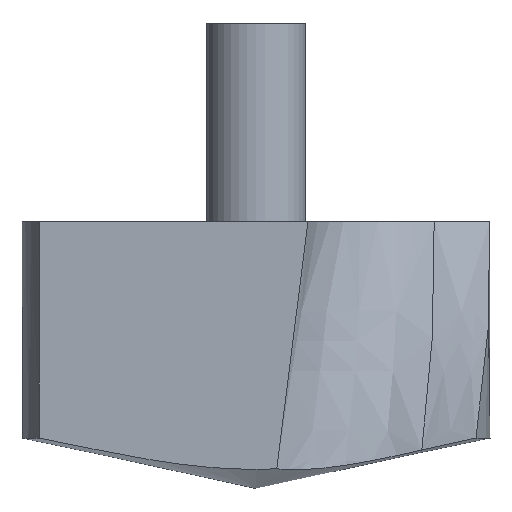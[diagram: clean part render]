
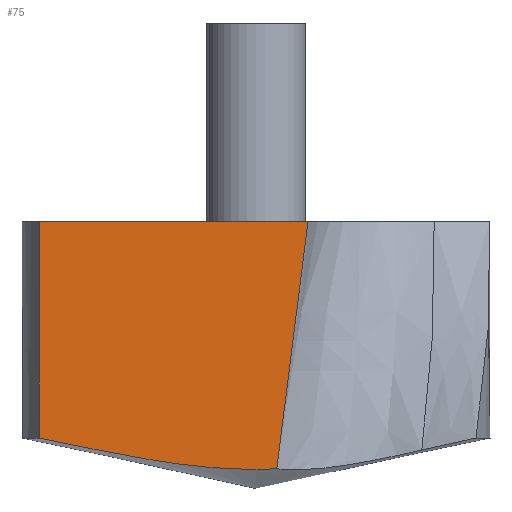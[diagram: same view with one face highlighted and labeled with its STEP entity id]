
A CAD part, front view. The second image highlights one B-rep face of the part: STEP entity #75.
In plain terms, the highlighted planar face has unit normal (0, -1, 0).
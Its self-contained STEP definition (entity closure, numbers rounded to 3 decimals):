
#49=FACE_OUTER_BOUND('',#90,.T.);
#53=PLANE('',#255);
#58=LINE('',#372,#62);
#60=LINE('',#1007,#64);
#62=VECTOR('',#276,1.);
#64=VECTOR('',#284,1.);
#75=ADVANCED_FACE('',(#49),#53,.T.);
#90=EDGE_LOOP('',(#142,#143,#144,#145));
#142=ORIENTED_EDGE('',*,*,#171,.T.);
#143=ORIENTED_EDGE('',*,*,#154,.T.);
#144=ORIENTED_EDGE('',*,*,#173,.T.);
#145=ORIENTED_EDGE('',*,*,#163,.T.);
#154=EDGE_CURVE('',#189,#188,#228,.T.);
#163=EDGE_CURVE('',#198,#197,#58,.T.);
#171=EDGE_CURVE('',#197,#189,#60,.T.);
#173=EDGE_CURVE('',#188,#198,#237,.T.);
#188=VERTEX_POINT('',#332);
#189=VERTEX_POINT('',#337);
#197=VERTEX_POINT('',#371);
#198=VERTEX_POINT('',#373);
#228=B_SPLINE_CURVE_WITH_KNOTS('',3,(#333,#334,#335,#336),.UNSPECIFIED.,
 .F.,.F.,(4,4),(0.,1.),.UNSPECIFIED.);
#237=B_SPLINE_CURVE_WITH_KNOTS('',3,(#1013,#1014,#1015,#1016),
 .UNSPECIFIED.,.F.,.F.,(4,4),(0.,1.),.UNSPECIFIED.);
#255=AXIS2_PLACEMENT_3D('',#2157,#293,#294);
#276=DIRECTION('',(-1.,0.,0.));
#284=DIRECTION('',(0.,0.,-1.));
#293=DIRECTION('',(0.,-1.,0.));
#294=DIRECTION('',(0.,0.,-1.));
#332=CARTESIAN_POINT('',(0.546,-2.335,-6.485));
#333=CARTESIAN_POINT('',(-5.689,-2.335,-5.678));
#334=CARTESIAN_POINT('',(-3.629,-2.335,-6.088));
#335=CARTESIAN_POINT('',(-1.578,-2.335,-6.589));
#336=CARTESIAN_POINT('',(0.546,-2.335,-6.485));
#337=CARTESIAN_POINT('',(-5.689,-2.335,-5.678));
#371=CARTESIAN_POINT('',(-5.689,-2.335,0.));
#372=CARTESIAN_POINT('',(1.3,-2.335,0.));
#373=CARTESIAN_POINT('',(1.365,-2.335,0.));
#1007=CARTESIAN_POINT('',(-5.689,-2.335,0.));
#1013=CARTESIAN_POINT('',(0.546,-2.335,-6.485));
#1014=CARTESIAN_POINT('',(0.801,-2.335,-4.321));
#1015=CARTESIAN_POINT('',(1.059,-2.335,-2.157));
#1016=CARTESIAN_POINT('',(1.365,-2.335,0.));
#2157=CARTESIAN_POINT('',(0.,-2.335,0.));
